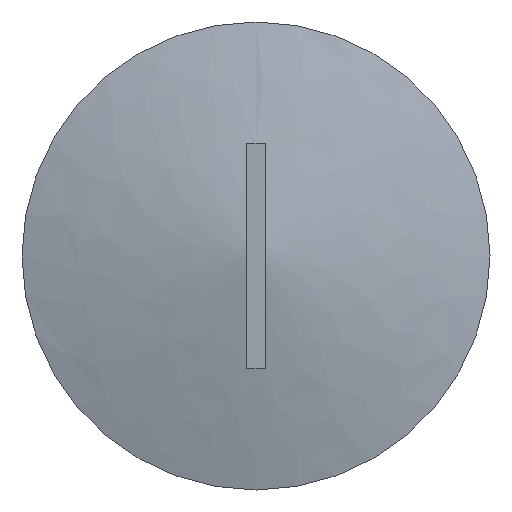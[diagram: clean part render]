
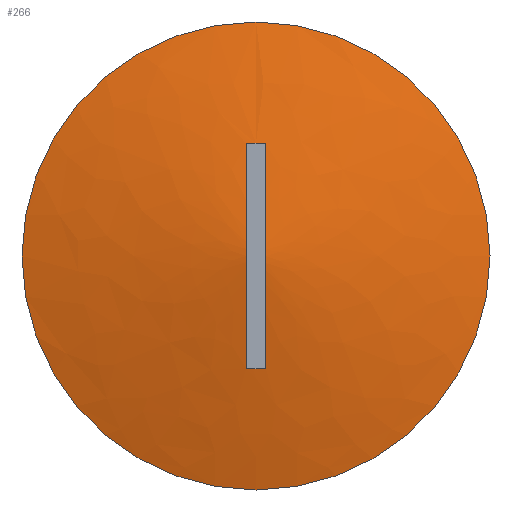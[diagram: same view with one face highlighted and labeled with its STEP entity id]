
A CAD part, left-side view. The second image highlights one B-rep face of the part: STEP entity #266.
In plain terms, the highlighted free-form (B-spline) face has degree [2, 2] with [3, 9] control points.
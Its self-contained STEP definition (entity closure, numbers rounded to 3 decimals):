
#28=(
BOUNDED_CURVE()
B_SPLINE_CURVE(2,(#1239,#1240,#1241),.UNSPECIFIED.,.F.,.F.)
B_SPLINE_CURVE_WITH_KNOTS((3,3),(1.319,1.377),
 .UNSPECIFIED.)
CURVE()
GEOMETRIC_REPRESENTATION_ITEM()
RATIONAL_B_SPLINE_CURVE((1.,0.999,0.999))
REPRESENTATION_ITEM('')
);
#29=(
BOUNDED_SURFACE()
B_SPLINE_SURFACE(2,2,((#1208,#1209,#1210,#1211,#1212,#1213,#1214,#1215,
#1216),(#1217,#1218,#1219,#1220,#1221,#1222,#1223,#1224,#1225),(#1226,#1227,
#1228,#1229,#1230,#1231,#1232,#1233,#1234)),.UNSPECIFIED.,.F.,.T.,.F.)
B_SPLINE_SURFACE_WITH_KNOTS((3,3),(3,2,2,2,3),(-1.426,-1.319),
(-3.142,-1.571,0.,1.571,3.142),
 .UNSPECIFIED.)
GEOMETRIC_REPRESENTATION_ITEM()
RATIONAL_B_SPLINE_SURFACE(((1.,0.707,1.,0.707,1.,
0.707,1.,0.707,1.),(0.999,0.706,
0.999,0.706,0.999,0.706,
0.999,0.706,0.999),(1.,0.707,
1.,0.707,1.,0.707,1.,0.707,1.)))
REPRESENTATION_ITEM('')
SURFACE()
);
#68=FACE_OUTER_BOUND('',#90,.T.);
#90=EDGE_LOOP('',(#221,#222,#223,#224,#225,#226,#227,#228,#229));
#109=CIRCLE('',#320,10.67);
#110=CIRCLE('',#321,10.67);
#111=CIRCLE('',#322,10.67);
#114=CIRCLE('',#328,22.15);
#115=CIRCLE('',#329,22.15);
#132=B_SPLINE_CURVE_WITH_KNOTS('',3,(#1153,#1154,#1155,#1156,#1157,#1158,
#1159,#1160,#1161,#1162,#1163,#1164,#1165,#1166,#1167,#1168,#1169,#1170,
#1171),.UNSPECIFIED.,.F.,.F.,(4,2,2,2,3,2,2,2,4),(-1.069,-0.778,
-0.389,-0.194,0.,0.194,0.389,
0.778,1.069),.UNSPECIFIED.);
#133=B_SPLINE_CURVE_WITH_KNOTS('',3,(#1176,#1177,#1178,#1179,#1180,#1181,
#1182,#1183,#1184,#1185,#1186,#1187,#1188,#1189,#1190,#1191,#1192,#1193,
#1194),.UNSPECIFIED.,.F.,.F.,(4,2,2,2,3,2,2,2,4),(-1.069,-0.778,
-0.389,-0.194,0.,0.194,0.389,
0.778,1.069),.UNSPECIFIED.);
#143=VERTEX_POINT('',#1151);
#144=VERTEX_POINT('',#1152);
#145=VERTEX_POINT('',#1174);
#146=VERTEX_POINT('',#1175);
#147=VERTEX_POINT('',#1197);
#150=VERTEX_POINT('',#1235);
#151=VERTEX_POINT('',#1236);
#170=EDGE_CURVE('',#143,#144,#132,.T.);
#172=EDGE_CURVE('',#145,#146,#133,.T.);
#174=EDGE_CURVE('',#146,#147,#109,.T.);
#175=EDGE_CURVE('',#144,#145,#110,.T.);
#176=EDGE_CURVE('',#147,#143,#111,.T.);
#179=EDGE_CURVE('',#150,#151,#114,.T.);
#180=EDGE_CURVE('',#151,#150,#115,.T.);
#181=EDGE_CURVE('',#151,#147,#28,.T.);
#221=ORIENTED_EDGE('',*,*,#179,.F.);
#222=ORIENTED_EDGE('',*,*,#180,.F.);
#223=ORIENTED_EDGE('',*,*,#181,.T.);
#224=ORIENTED_EDGE('',*,*,#176,.T.);
#225=ORIENTED_EDGE('',*,*,#170,.T.);
#226=ORIENTED_EDGE('',*,*,#175,.T.);
#227=ORIENTED_EDGE('',*,*,#172,.T.);
#228=ORIENTED_EDGE('',*,*,#174,.T.);
#229=ORIENTED_EDGE('',*,*,#181,.F.);
#266=ADVANCED_FACE('',(#68),#29,.F.);
#320=AXIS2_PLACEMENT_3D('',#1198,#373,#374);
#321=AXIS2_PLACEMENT_3D('',#1199,#375,#376);
#322=AXIS2_PLACEMENT_3D('',#1200,#377,#378);
#328=AXIS2_PLACEMENT_3D('',#1237,#389,#390);
#329=AXIS2_PLACEMENT_3D('',#1238,#391,#392);
#373=DIRECTION('center_axis',(1.,0.,0.));
#374=DIRECTION('ref_axis',(0.,0.,-1.));
#375=DIRECTION('center_axis',(1.,0.,0.));
#376=DIRECTION('ref_axis',(0.,0.,-1.));
#377=DIRECTION('center_axis',(1.,0.,0.));
#378=DIRECTION('ref_axis',(0.,0.,-1.));
#389=DIRECTION('center_axis',(1.,0.,0.));
#390=DIRECTION('ref_axis',(0.,0.,-1.));
#391=DIRECTION('center_axis',(1.,0.,0.));
#392=DIRECTION('ref_axis',(0.,0.,-1.));
#1151=CARTESIAN_POINT('',(-12.6,-0.925,10.63));
#1152=CARTESIAN_POINT('',(-12.6,-0.925,-10.63));
#1153=CARTESIAN_POINT('Ctrl Pts',(-12.6,-0.925,10.63));
#1154=CARTESIAN_POINT('Ctrl Pts',(-12.791,-0.925,
9.65));
#1155=CARTESIAN_POINT('Ctrl Pts',(-12.975,-0.925,
8.675));
#1156=CARTESIAN_POINT('Ctrl Pts',(-13.382,-0.925,
6.406));
#1157=CARTESIAN_POINT('Ctrl Pts',(-13.601,-0.925,
5.119));
#1158=CARTESIAN_POINT('Ctrl Pts',(-13.903,-0.925,
3.198));
#1159=CARTESIAN_POINT('Ctrl Pts',(-13.999,-0.925,
2.559));
#1160=CARTESIAN_POINT('Ctrl Pts',(-14.174,-0.925,
1.284));
#1161=CARTESIAN_POINT('Ctrl Pts',(-14.267,-0.925,
0.648));
#1162=CARTESIAN_POINT('Ctrl Pts',(-14.267,-0.925,
0.));
#1163=CARTESIAN_POINT('Ctrl Pts',(-14.267,-0.925,
-0.648));
#1164=CARTESIAN_POINT('Ctrl Pts',(-14.174,-0.925,
-1.284));
#1165=CARTESIAN_POINT('Ctrl Pts',(-13.999,-0.925,
-2.559));
#1166=CARTESIAN_POINT('Ctrl Pts',(-13.903,-0.925,
-3.198));
#1167=CARTESIAN_POINT('Ctrl Pts',(-13.601,-0.925,
-5.119));
#1168=CARTESIAN_POINT('Ctrl Pts',(-13.382,-0.925,
-6.406));
#1169=CARTESIAN_POINT('Ctrl Pts',(-12.975,-0.925,
-8.675));
#1170=CARTESIAN_POINT('Ctrl Pts',(-12.791,-0.925,
-9.65));
#1171=CARTESIAN_POINT('Ctrl Pts',(-12.6,-0.925,-10.63));
#1174=CARTESIAN_POINT('',(-12.6,0.925,-10.63));
#1175=CARTESIAN_POINT('',(-12.6,0.925,10.63));
#1176=CARTESIAN_POINT('Ctrl Pts',(-12.6,0.925,-10.63));
#1177=CARTESIAN_POINT('Ctrl Pts',(-12.791,0.925,-9.65));
#1178=CARTESIAN_POINT('Ctrl Pts',(-12.975,0.925,-8.675));
#1179=CARTESIAN_POINT('Ctrl Pts',(-13.382,0.925,-6.406));
#1180=CARTESIAN_POINT('Ctrl Pts',(-13.601,0.925,-5.119));
#1181=CARTESIAN_POINT('Ctrl Pts',(-13.903,0.925,-3.198));
#1182=CARTESIAN_POINT('Ctrl Pts',(-13.999,0.925,-2.559));
#1183=CARTESIAN_POINT('Ctrl Pts',(-14.174,0.925,-1.284));
#1184=CARTESIAN_POINT('Ctrl Pts',(-14.267,0.925,-0.648));
#1185=CARTESIAN_POINT('Ctrl Pts',(-14.267,0.925,0.));
#1186=CARTESIAN_POINT('Ctrl Pts',(-14.267,0.925,0.648));
#1187=CARTESIAN_POINT('Ctrl Pts',(-14.174,0.925,1.284));
#1188=CARTESIAN_POINT('Ctrl Pts',(-13.999,0.925,2.559));
#1189=CARTESIAN_POINT('Ctrl Pts',(-13.903,0.925,3.198));
#1190=CARTESIAN_POINT('Ctrl Pts',(-13.601,0.925,5.119));
#1191=CARTESIAN_POINT('Ctrl Pts',(-13.382,0.925,6.406));
#1192=CARTESIAN_POINT('Ctrl Pts',(-12.975,0.925,8.675));
#1193=CARTESIAN_POINT('Ctrl Pts',(-12.791,0.925,9.65));
#1194=CARTESIAN_POINT('Ctrl Pts',(-12.6,0.925,10.63));
#1197=CARTESIAN_POINT('',(-12.6,0.,10.67));
#1198=CARTESIAN_POINT('Origin',(-12.6,0.,0.));
#1199=CARTESIAN_POINT('Origin',(-12.6,0.,0.));
#1200=CARTESIAN_POINT('Origin',(-12.6,0.,0.));
#1208=CARTESIAN_POINT('Ctrl Pts',(-14.267,0.,0.925));
#1209=CARTESIAN_POINT('Ctrl Pts',(-14.267,-0.925,
0.925));
#1210=CARTESIAN_POINT('Ctrl Pts',(-14.267,-0.925,
0.));
#1211=CARTESIAN_POINT('Ctrl Pts',(-14.267,-0.925,
-0.925));
#1212=CARTESIAN_POINT('Ctrl Pts',(-14.267,0.,-0.925));
#1213=CARTESIAN_POINT('Ctrl Pts',(-14.267,0.925,-0.925));
#1214=CARTESIAN_POINT('Ctrl Pts',(-14.267,0.925,0.));
#1215=CARTESIAN_POINT('Ctrl Pts',(-14.267,0.925,0.925));
#1216=CARTESIAN_POINT('Ctrl Pts',(-14.267,0.,0.925));
#1217=CARTESIAN_POINT('Ctrl Pts',(-12.7,0.,11.651));
#1218=CARTESIAN_POINT('Ctrl Pts',(-12.7,-11.651,11.651));
#1219=CARTESIAN_POINT('Ctrl Pts',(-12.7,-11.651,0.));
#1220=CARTESIAN_POINT('Ctrl Pts',(-12.7,-11.651,-11.651));
#1221=CARTESIAN_POINT('Ctrl Pts',(-12.7,0.,-11.651));
#1222=CARTESIAN_POINT('Ctrl Pts',(-12.7,11.651,-11.651));
#1223=CARTESIAN_POINT('Ctrl Pts',(-12.7,11.651,0.));
#1224=CARTESIAN_POINT('Ctrl Pts',(-12.7,11.651,11.651));
#1225=CARTESIAN_POINT('Ctrl Pts',(-12.7,0.,11.651));
#1226=CARTESIAN_POINT('Ctrl Pts',(-10.,0.,22.15));
#1227=CARTESIAN_POINT('Ctrl Pts',(-10.,-22.15,22.15));
#1228=CARTESIAN_POINT('Ctrl Pts',(-10.,-22.15,0.));
#1229=CARTESIAN_POINT('Ctrl Pts',(-10.,-22.15,-22.15));
#1230=CARTESIAN_POINT('Ctrl Pts',(-10.,0.,-22.15));
#1231=CARTESIAN_POINT('Ctrl Pts',(-10.,22.15,-22.15));
#1232=CARTESIAN_POINT('Ctrl Pts',(-10.,22.15,0.));
#1233=CARTESIAN_POINT('Ctrl Pts',(-10.,22.15,22.15));
#1234=CARTESIAN_POINT('Ctrl Pts',(-10.,0.,22.15));
#1235=CARTESIAN_POINT('',(-10.,22.15,0.));
#1236=CARTESIAN_POINT('',(-10.,0.,22.15));
#1237=CARTESIAN_POINT('Origin',(-10.,0.,0.));
#1238=CARTESIAN_POINT('Origin',(-10.,0.,0.));
#1239=CARTESIAN_POINT('Ctrl Pts',(-10.,0.,22.15));
#1240=CARTESIAN_POINT('Ctrl Pts',(-11.466,0.,16.448));
#1241=CARTESIAN_POINT('Ctrl Pts',(-12.6,0.,10.67));
